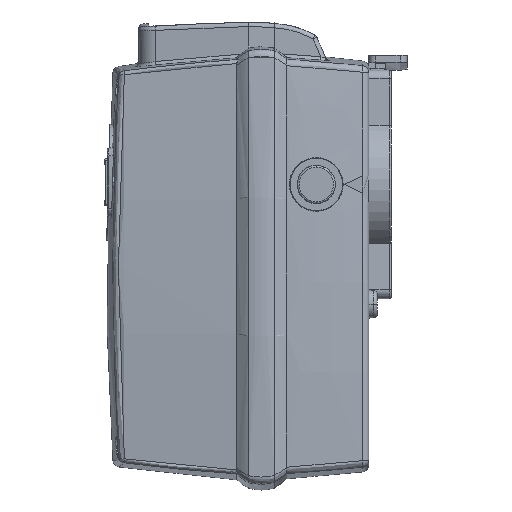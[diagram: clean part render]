
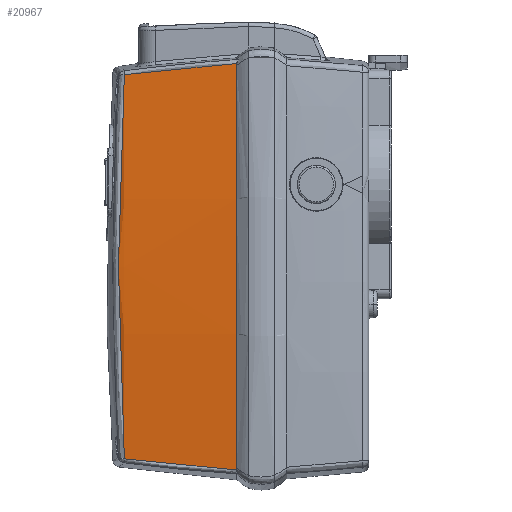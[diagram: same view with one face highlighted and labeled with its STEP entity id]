
A CAD part, front view. The second image highlights one B-rep face of the part: STEP entity #20967.
In plain terms, the highlighted toroidal (fillet/blend) face has major radius 631.533 mm and minor radius 350 mm.
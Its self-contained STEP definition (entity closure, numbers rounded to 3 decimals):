
#20903=AXIS2_PLACEMENT_3D('Circle Axis2P3D',#20901,#20902,$) ;
#20916=AXIS2_PLACEMENT_3D('Torus Axis2P3D',#20913,#20914,#20915) ;
#18568=CARTESIAN_POINT('Vertex',(42.909,58.258,5.926)) ;
#18572=CARTESIAN_POINT('Control Point',(42.912,58.194,5.941)) ;
#18573=CARTESIAN_POINT('Control Point',(42.911,58.215,5.936)) ;
#18574=CARTESIAN_POINT('Control Point',(42.91,58.237,5.932)) ;
#18575=CARTESIAN_POINT('Control Point',(42.909,58.258,5.926)) ;
#18576=CARTESIAN_POINT('Vertex',(42.912,58.194,5.941)) ;
#18677=CARTESIAN_POINT('Vertex',(42.912,-58.194,5.941)) ;
#18681=CARTESIAN_POINT('Control Point',(42.912,-58.194,5.941)) ;
#18682=CARTESIAN_POINT('Control Point',(42.911,-58.215,5.936)) ;
#18683=CARTESIAN_POINT('Control Point',(42.91,-58.236,5.932)) ;
#18684=CARTESIAN_POINT('Control Point',(42.909,-58.257,5.927)) ;
#18685=CARTESIAN_POINT('Vertex',(42.909,-58.257,5.927)) ;
#20901=CARTESIAN_POINT('Axis2P3D Location',(-936.25,0.,5.941)) ;
#20913=CARTESIAN_POINT('Axis2P3D Location',(-936.25,0.,-15.267)) ;
#20919=CARTESIAN_POINT('Control Point',(39.648,-55.066,38.035)) ;
#20920=CARTESIAN_POINT('Control Point',(40.936,-27.603,39.734)) ;
#20921=CARTESIAN_POINT('Control Point',(41.361,0.003,40.303)) ;
#20922=CARTESIAN_POINT('Control Point',(40.936,27.608,39.734)) ;
#20923=CARTESIAN_POINT('Control Point',(39.648,55.071,38.035)) ;
#20924=CARTESIAN_POINT('Vertex',(39.648,55.071,38.035)) ;
#20926=CARTESIAN_POINT('Vertex',(39.648,-55.066,38.035)) ;
#20930=CARTESIAN_POINT('Control Point',(39.65,-55.068,38.02)) ;
#20931=CARTESIAN_POINT('Control Point',(39.65,-55.067,38.025)) ;
#20932=CARTESIAN_POINT('Control Point',(39.649,-55.067,38.03)) ;
#20933=CARTESIAN_POINT('Control Point',(39.648,-55.066,38.035)) ;
#20934=CARTESIAN_POINT('Vertex',(39.65,-55.068,38.02)) ;
#20938=CARTESIAN_POINT('Control Point',(42.909,-58.257,5.927)) ;
#20939=CARTESIAN_POINT('Control Point',(42.291,-57.653,16.693)) ;
#20940=CARTESIAN_POINT('Control Point',(41.201,-56.587,27.413)) ;
#20941=CARTESIAN_POINT('Control Point',(39.65,-55.068,38.02)) ;
#20944=CARTESIAN_POINT('Control Point',(39.65,55.073,38.02)) ;
#20945=CARTESIAN_POINT('Control Point',(41.204,56.593,27.394)) ;
#20946=CARTESIAN_POINT('Control Point',(42.292,57.655,16.678)) ;
#20947=CARTESIAN_POINT('Control Point',(42.909,58.258,5.926)) ;
#20948=CARTESIAN_POINT('Vertex',(39.65,55.073,38.02)) ;
#20952=CARTESIAN_POINT('Control Point',(39.65,55.073,38.02)) ;
#20953=CARTESIAN_POINT('Control Point',(39.65,55.073,38.025)) ;
#20954=CARTESIAN_POINT('Control Point',(39.649,55.072,38.03)) ;
#20955=CARTESIAN_POINT('Control Point',(39.648,55.071,38.035)) ;
#20902=DIRECTION('Axis2P3D Direction',(0.,0.,-1.)) ;
#20914=DIRECTION('Axis2P3D Direction',(0.,0.,1.)) ;
#20915=DIRECTION('Axis2P3D XDirection',(0.997,-0.076,0.)) ;
#20958=ORIENTED_EDGE('',*,*,#20928,.T.) ;
#20959=ORIENTED_EDGE('',*,*,#20936,.T.) ;
#20960=ORIENTED_EDGE('',*,*,#20942,.T.) ;
#20961=ORIENTED_EDGE('',*,*,#18687,.F.) ;
#20962=ORIENTED_EDGE('',*,*,#20905,.F.) ;
#20963=ORIENTED_EDGE('',*,*,#18578,.F.) ;
#20964=ORIENTED_EDGE('',*,*,#20950,.F.) ;
#20965=ORIENTED_EDGE('',*,*,#20956,.T.) ;
#20967=ADVANCED_FACE('PartBody',(#20966),#20917,.T.) ;
#18571=B_SPLINE_CURVE_WITH_KNOTS('',3,(#18572,#18573,#18574,#18575),.UNSPECIFIED.,.F.,.U.,(4,4),(0.,0.089),.UNSPECIFIED.) ;
#18680=B_SPLINE_CURVE_WITH_KNOTS('',3,(#18681,#18682,#18683,#18684),.UNSPECIFIED.,.F.,.U.,(4,4),(0.,0.089),.UNSPECIFIED.) ;
#20918=B_SPLINE_CURVE_WITH_KNOTS('',4,(#20919,#20920,#20921,#20922,#20923),.UNSPECIFIED.,.F.,.U.,(5,5),(33.123,164.461),.UNSPECIFIED.) ;
#20929=B_SPLINE_CURVE_WITH_KNOTS('',3,(#20930,#20931,#20932,#20933),.UNSPECIFIED.,.F.,.U.,(4,4),(2.24,2.273),.UNSPECIFIED.) ;
#20937=B_SPLINE_CURVE_WITH_KNOTS('',3,(#20938,#20939,#20940,#20941),.UNSPECIFIED.,.F.,.U.,(4,4),(9.679,55.53),.UNSPECIFIED.) ;
#20943=B_SPLINE_CURVE_WITH_KNOTS('',3,(#20944,#20945,#20946,#20947),.UNSPECIFIED.,.F.,.U.,(4,4),(12.443,58.159),.UNSPECIFIED.) ;
#20951=B_SPLINE_CURVE_WITH_KNOTS('',3,(#20952,#20953,#20954,#20955),.UNSPECIFIED.,.F.,.U.,(4,4),(5.255,5.288),.UNSPECIFIED.) ;
#20904=CIRCLE('generated circle',#20903,980.89) ;
#20917=TOROIDAL_SURFACE('homeo Torus',#20916,631.533,350.) ;
#18578=EDGE_CURVE('',#18569,#18577,#18571,.F.) ;
#18687=EDGE_CURVE('',#18678,#18686,#18680,.T.) ;
#20905=EDGE_CURVE('',#18577,#18678,#20904,.T.) ;
#20928=EDGE_CURVE('',#20925,#20927,#20918,.F.) ;
#20936=EDGE_CURVE('',#20927,#20935,#20929,.F.) ;
#20942=EDGE_CURVE('',#20935,#18686,#20937,.F.) ;
#20950=EDGE_CURVE('',#20949,#18569,#20943,.T.) ;
#20956=EDGE_CURVE('',#20949,#20925,#20951,.T.) ;
#20957=EDGE_LOOP('',(#20958,#20959,#20960,#20961,#20962,#20963,#20964,#20965)) ;
#20966=FACE_OUTER_BOUND('',#20957,.T.) ;
#18569=VERTEX_POINT('',#18568) ;
#18577=VERTEX_POINT('',#18576) ;
#18678=VERTEX_POINT('',#18677) ;
#18686=VERTEX_POINT('',#18685) ;
#20925=VERTEX_POINT('',#20924) ;
#20927=VERTEX_POINT('',#20926) ;
#20935=VERTEX_POINT('',#20934) ;
#20949=VERTEX_POINT('',#20948) ;
